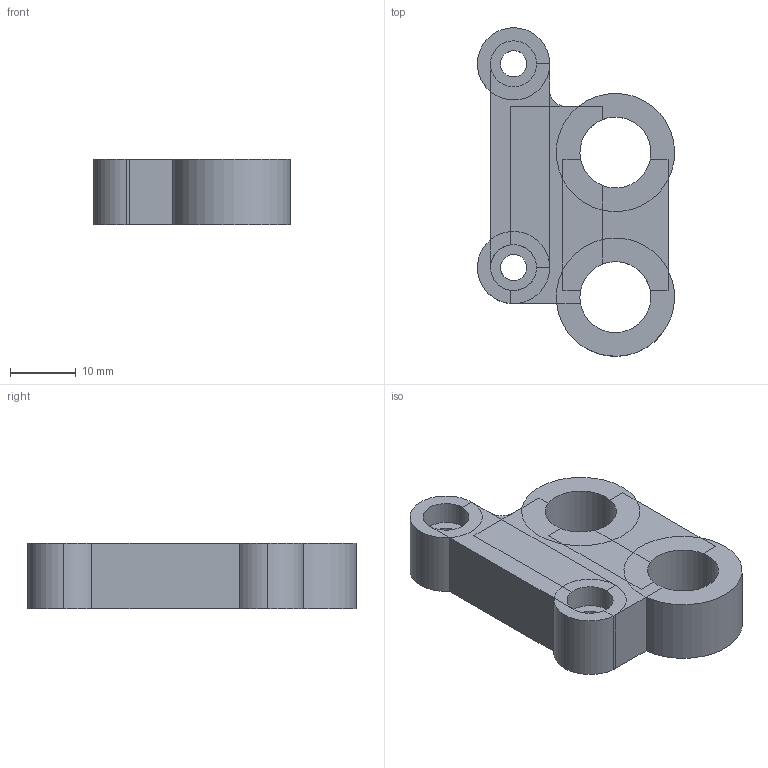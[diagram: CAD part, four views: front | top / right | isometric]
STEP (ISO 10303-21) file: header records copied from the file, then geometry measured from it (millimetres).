
FILE_DESCRIPTION(('FreeCAD Model'),'2;1');
FILE_NAME('export_test.step', '2015-04-23T21:33:27',('Author'),(''), 'Open CASCADE STEP processor 6.8','FreeCAD','Unknown');
FILE_SCHEMA(('AUTOMOTIVE_DESIGN_CC2 { 1 2 10303 214 -1 1 5 4 }'));
Length unit declared in the file: millimetre
Products named in the file (1): mirrored_difference001
Bounding box: 30 x 49.99 x 10 mm (x, y, z)
Volume: 8383.4 mm3; surface area: 4152 mm2
Topology: 1 solids, 1 shells, 64 faces, 164 edges, 96 vertices
Faces by surface type: plane 51, cylinder 13
Full cylindrical faces by diameter (mm): 4 x2, 7 x2, 10.8 x2
Entity records: 4399 total; most frequent: CARTESIAN_POINT 1265, DIRECTION 596, ORIENTED_EDGE 328, PCURVE 328, DEFINITIONAL_REPRESENTATION 328, LINE 314, VECTOR 314, EDGE_CURVE 164
